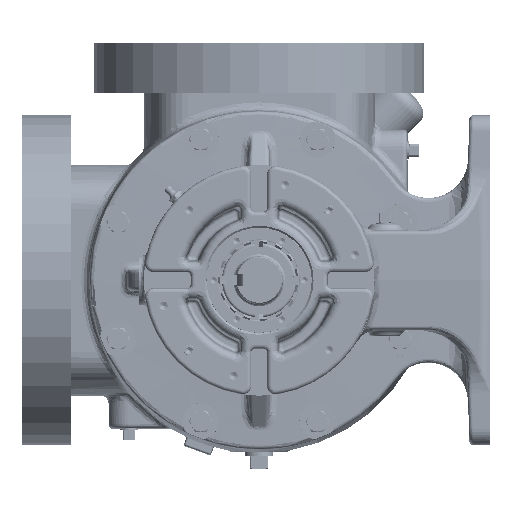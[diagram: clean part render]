
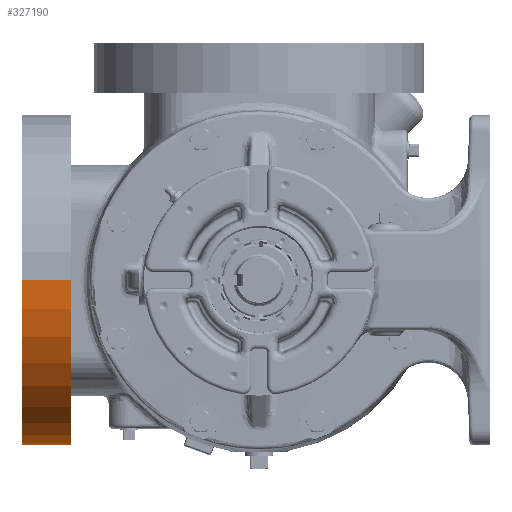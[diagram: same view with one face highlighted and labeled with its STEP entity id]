
A CAD part, left-side view. The second image highlights one B-rep face of the part: STEP entity #327190.
In plain terms, the highlighted cylindrical face has radius 127 mm (diameter 254 mm), a partial arc.
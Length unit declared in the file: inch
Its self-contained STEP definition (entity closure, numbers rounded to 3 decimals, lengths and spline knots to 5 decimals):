
#8400 = DIRECTION ( 'NONE',  ( 0., -1., 0. ) ) ;
#13916 = DIRECTION ( 'NONE',  ( 0., -1., 0. ) ) ;
#61031 = AXIS2_PLACEMENT_3D ( 'NONE', #136309, #269613, #241927 ) ;
#64478 = EDGE_CURVE ( 'NONE', #80083, #246799, #266209, .T. ) ;
#67760 = CARTESIAN_POINT ( 'NONE',  ( 8.345, 7.1875, 0. ) ) ;
#75796 = ORIENTED_EDGE ( 'NONE', *, *, #132585, .T. ) ;
#79721 = CARTESIAN_POINT ( 'NONE',  ( -1.655, 7.1875, 0. ) ) ;
#80083 = VERTEX_POINT ( 'NONE', #79721 ) ;
#88039 = CARTESIAN_POINT ( 'NONE',  ( 3.345, 4.61681, 0. ) ) ;
#88947 = EDGE_CURVE ( 'NONE', #246799, #298375, #243156, .T. ) ;
#90029 = CIRCLE ( 'NONE', #134086, 5. ) ;
#124569 = CARTESIAN_POINT ( 'NONE',  ( 3.345, 7.1875, 0. ) ) ;
#132585 = EDGE_CURVE ( 'NONE', #80083, #286584, #90029, .T. ) ;
#134086 = AXIS2_PLACEMENT_3D ( 'NONE', #124569, #13916, #304578 ) ;
#136309 = CARTESIAN_POINT ( 'NONE',  ( 3.345, 5.6875, 0. ) ) ;
#160578 = CARTESIAN_POINT ( 'NONE',  ( -1.655, 4.61681, 0. ) ) ;
#165336 = CARTESIAN_POINT ( 'NONE',  ( -1.655, 5.6875, 0. ) ) ;
#169157 = CARTESIAN_POINT ( 'NONE',  ( 8.345, 5.6875, 0. ) ) ;
#180818 = AXIS2_PLACEMENT_3D ( 'NONE', #88039, #8400, #271388 ) ;
#182966 = LINE ( 'NONE', #259166, #303166 ) ;
#204171 = ORIENTED_EDGE ( 'NONE', *, *, #279552, .T. ) ;
#233961 = ORIENTED_EDGE ( 'NONE', *, *, #88947, .F. ) ;
#241927 = DIRECTION ( 'NONE',  ( -1., 0., 0. ) ) ;
#243156 = CIRCLE ( 'NONE', #61031, 5. ) ;
#243703 = FACE_OUTER_BOUND ( 'NONE', #251797, .T. ) ;
#246799 = VERTEX_POINT ( 'NONE', #165336 ) ;
#251797 = EDGE_LOOP ( 'NONE', ( #75796, #204171, #233961, #327079 ) ) ;
#259166 = CARTESIAN_POINT ( 'NONE',  ( 8.345, 4.61681, 0. ) ) ;
#266209 = LINE ( 'NONE', #160578, #305607 ) ;
#267933 = DIRECTION ( 'NONE',  ( 0., -1., 0. ) ) ;
#269613 = DIRECTION ( 'NONE',  ( 0., -1., 0. ) ) ;
#271388 = DIRECTION ( 'NONE',  ( -1., 0., 0. ) ) ;
#279552 = EDGE_CURVE ( 'NONE', #286584, #298375, #182966, .T. ) ;
#286584 = VERTEX_POINT ( 'NONE', #67760 ) ;
#295643 = CYLINDRICAL_SURFACE ( 'NONE', #180818, 5. ) ;
#298375 = VERTEX_POINT ( 'NONE', #169157 ) ;
#303166 = VECTOR ( 'NONE', #342164, 39.37008 ) ;
#304578 = DIRECTION ( 'NONE',  ( -1., 0., 0. ) ) ;
#305607 = VECTOR ( 'NONE', #267933, 39.37008 ) ;
#327079 = ORIENTED_EDGE ( 'NONE', *, *, #64478, .F. ) ;
#327190 = ADVANCED_FACE ( 'NONE', ( #243703 ), #295643, .T. ) ;
#342164 = DIRECTION ( 'NONE',  ( 0., -1., 0. ) ) ;
